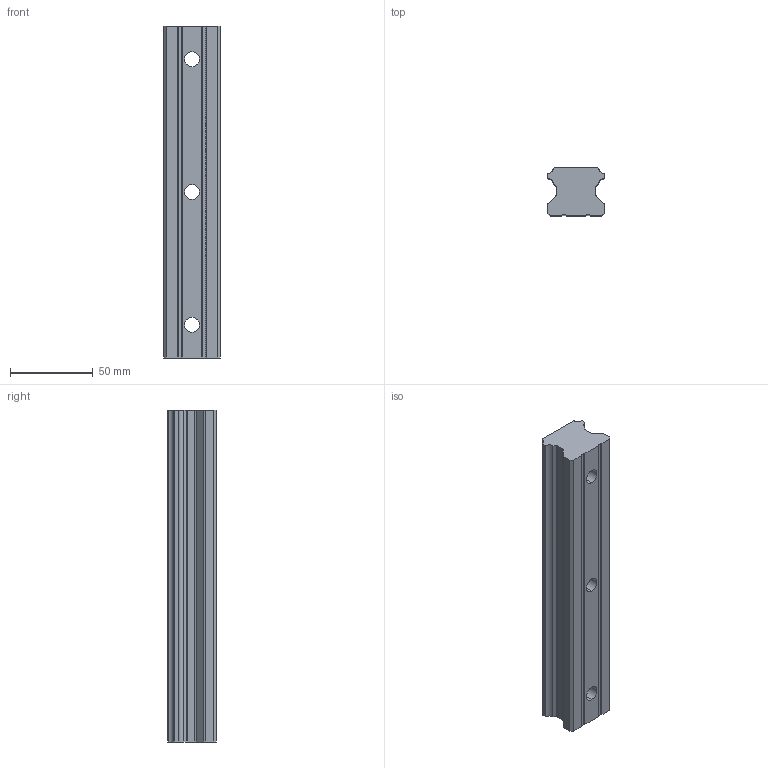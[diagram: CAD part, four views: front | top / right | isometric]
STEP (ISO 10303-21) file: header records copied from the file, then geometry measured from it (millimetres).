
FILE_DESCRIPTION (( 'STEP AP203' ), '1' );
FILE_NAME ('HGR35R.STEP', '2007-01-11T08:47:15', ( 'HIWIN GmbH' ), ( '77654 Offenburg' ), 'SwSTEP 2.0', 'SolidWorks 2006104', '' );
FILE_SCHEMA (( 'CONFIG_CONTROL_DESIGN' ));
Length unit declared in the file: millimetre
Products named in the file (1): HGR35R
Bounding box: 34 x 29 x 200 mm (x, y, z)
Volume: 161436.2 mm3; surface area: 30414.5 mm2
Topology: 1 solids, 1 shells, 55 faces, 150 edges, 100 vertices
Faces by surface type: plane 33, cylinder 22
Entity records: 1837 total; most frequent: DIRECTION 306, CARTESIAN_POINT 306, ORIENTED_EDGE 300, EDGE_CURVE 150, VECTOR 106, LINE 106, VERTEX_POINT 100, AXIS2_PLACEMENT_3D 100
